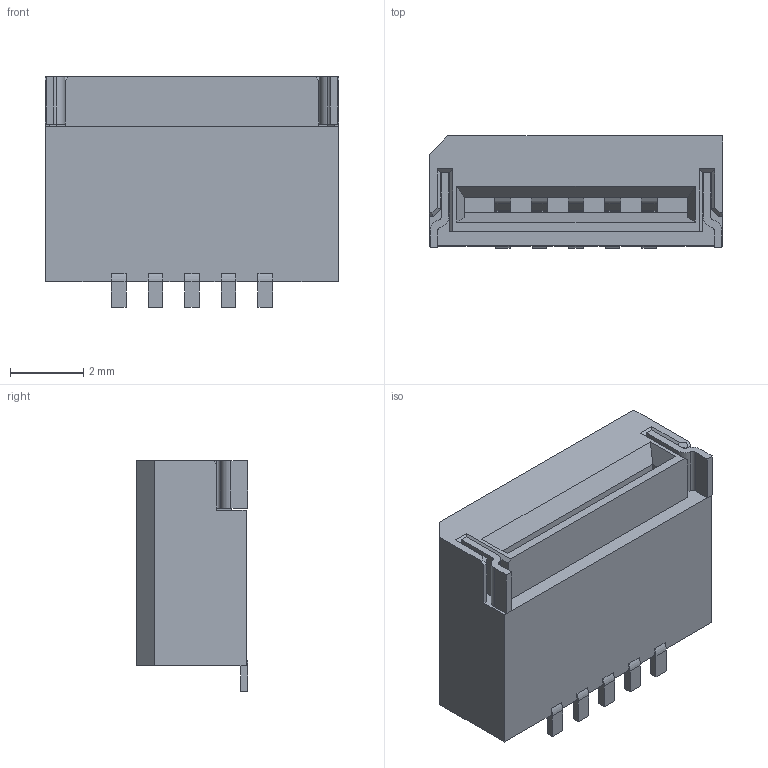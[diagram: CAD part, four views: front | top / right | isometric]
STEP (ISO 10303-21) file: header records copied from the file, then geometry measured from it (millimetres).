
FILE_DESCRIPTION(('STEP AP242'),'1');
FILE_NAME('84981-5.stp','2023-01-09T14:51:30',('TraceParts'),('TraceParts S.A.'),'Spatial InterOp 3D',' ',' ');
FILE_SCHEMA(('AP242_MANAGED_MODEL_BASED_3D_ENGINEERING_MIM_LF {1 0 10303 442 1 1 4}'));
Length unit declared in the file: millimetre
Products named in the file (1): 84981-5
Bounding box: 8 x 3.05 x 6.3 mm (x, y, z)
Volume: 118 mm3; surface area: 246.6 mm2
Topology: 1 solids, 1 shells, 146 faces, 400 edges, 262 vertices
Faces by surface type: plane 123, cylinder 23
Entity records: 4573 total; most frequent: CARTESIAN_POINT 809, ORIENTED_EDGE 800, DIRECTION 740, EDGE_CURVE 400, LINE 354, VECTOR 354, VERTEX_POINT 262, AXIS2_PLACEMENT_3D 193
